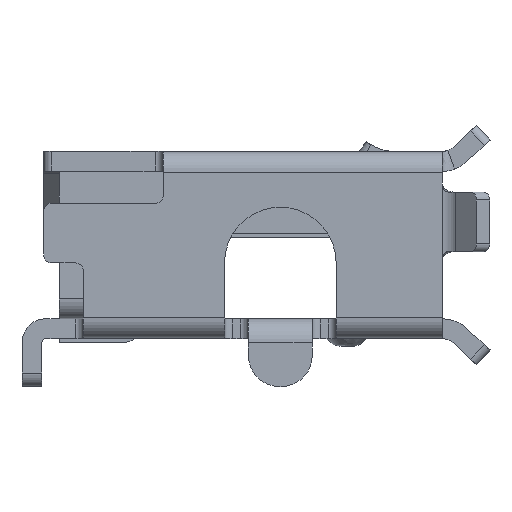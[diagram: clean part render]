
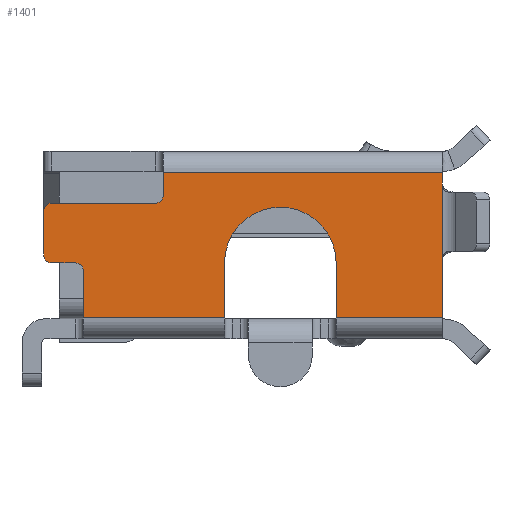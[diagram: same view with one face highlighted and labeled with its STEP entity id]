
A CAD part, left-side view. The second image highlights one B-rep face of the part: STEP entity #1401.
In plain terms, the highlighted planar face has unit normal (-1, 0, 0).
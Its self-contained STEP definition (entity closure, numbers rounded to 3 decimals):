
#1401 = ADVANCED_FACE( '', ( #2831 ), #2832, .T. );
#2831 = FACE_OUTER_BOUND( '', #4506, .T. );
#2832 = PLANE( '', #4507 );
#4506 = EDGE_LOOP( '', ( #8737, #8738, #8739, #8740, #8741, #8742, #8743, #8744, #8745, #8746, #8747, #8748, #8749, #8750, #8751, #8752, #8753, #8754 ) );
#4507 = AXIS2_PLACEMENT_3D( '', #8755, #8756, #8757 );
#8737 = ORIENTED_EDGE( '', *, *, #10491, .T. );
#8738 = ORIENTED_EDGE( '', *, *, #10313, .T. );
#8739 = ORIENTED_EDGE( '', *, *, #10775, .T. );
#8740 = ORIENTED_EDGE( '', *, *, #11027, .T. );
#8741 = ORIENTED_EDGE( '', *, *, #11138, .F. );
#8742 = ORIENTED_EDGE( '', *, *, #10306, .T. );
#8743 = ORIENTED_EDGE( '', *, *, #11169, .T. );
#8744 = ORIENTED_EDGE( '', *, *, #10633, .T. );
#8745 = ORIENTED_EDGE( '', *, *, #10851, .T. );
#8746 = ORIENTED_EDGE( '', *, *, #10944, .T. );
#8747 = ORIENTED_EDGE( '', *, *, #10200, .T. );
#8748 = ORIENTED_EDGE( '', *, *, #10544, .T. );
#8749 = ORIENTED_EDGE( '', *, *, #10729, .F. );
#8750 = ORIENTED_EDGE( '', *, *, #10035, .T. );
#8751 = ORIENTED_EDGE( '', *, *, #11056, .F. );
#8752 = ORIENTED_EDGE( '', *, *, #11001, .F. );
#8753 = ORIENTED_EDGE( '', *, *, #10817, .F. );
#8754 = ORIENTED_EDGE( '', *, *, #9885, .T. );
#8755 = CARTESIAN_POINT( '', ( -3.7, 2.5, -0.925 ) );
#8756 = DIRECTION( '', ( -1., 0., 0. ) );
#8757 = DIRECTION( '', ( 0., 0., 1. ) );
#9885 = EDGE_CURVE( '', #12103, #12101, #12104, .F. );
#10035 = EDGE_CURVE( '', #12347, #12356, #12358, .F. );
#10200 = EDGE_CURVE( '', #12625, #12623, #12626, .T. );
#10306 = EDGE_CURVE( '', #12791, #12789, #12792, .F. );
#10313 = EDGE_CURVE( '', #12801, #12802, #12803, .T. );
#10491 = EDGE_CURVE( '', #12101, #12801, #13062, .T. );
#10544 = EDGE_CURVE( '', #12623, #13138, #13140, .F. );
#10633 = EDGE_CURVE( '', #13261, #13259, #13262, .F. );
#10729 = EDGE_CURVE( '', #12347, #13138, #13393, .F. );
#10775 = EDGE_CURVE( '', #12802, #13457, #13458, .F. );
#10817 = EDGE_CURVE( '', #12103, #13515, #13516, .T. );
#10851 = EDGE_CURVE( '', #13259, #13561, #13563, .T. );
#10944 = EDGE_CURVE( '', #13561, #12625, #13686, .T. );
#11001 = EDGE_CURVE( '', #13515, #13748, #13749, .T. );
#11027 = EDGE_CURVE( '', #13457, #13778, #13780, .T. );
#11056 = EDGE_CURVE( '', #13748, #12356, #13815, .F. );
#11138 = EDGE_CURVE( '', #12791, #13778, #13905, .T. );
#11169 = EDGE_CURVE( '', #12789, #13261, #13938, .T. );
#12101 = VERTEX_POINT( '', #15298 );
#12103 = VERTEX_POINT( '', #15301 );
#12104 = CIRCLE( '', #15302, 0.1 );
#12347 = VERTEX_POINT( '', #15636 );
#12356 = VERTEX_POINT( '', #15658 );
#12358 = LINE( '', #15665, #15666 );
#12623 = VERTEX_POINT( '', #16081 );
#12625 = VERTEX_POINT( '', #16083 );
#12626 = LINE( '', #16084, #16085 );
#12789 = VERTEX_POINT( '', #16307 );
#12791 = VERTEX_POINT( '', #16310 );
#12792 = CIRCLE( '', #16311, 0.1 );
#12801 = VERTEX_POINT( '', #16324 );
#12802 = VERTEX_POINT( '', #16325 );
#12803 = CIRCLE( '', #16326, 0.1 );
#13062 = LINE( '', #16731, #16732 );
#13138 = VERTEX_POINT( '', #16835 );
#13140 = LINE( '', #16837, #16838 );
#13259 = VERTEX_POINT( '', #17064 );
#13261 = VERTEX_POINT( '', #17066 );
#13262 = LINE( '', #17067, #17068 );
#13393 = LINE( '', #17306, #17307 );
#13457 = VERTEX_POINT( '', #17403 );
#13458 = LINE( '', #17404, #17405 );
#13515 = VERTEX_POINT( '', #17495 );
#13516 = LINE( '', #17496, #17497 );
#13561 = VERTEX_POINT( '', #17559 );
#13563 = LINE( '', #17562, #17563 );
#13686 = CIRCLE( '', #17737, 0.7 );
#13748 = VERTEX_POINT( '', #17830 );
#13749 = LINE( '', #17831, #17832 );
#13778 = VERTEX_POINT( '', #17871 );
#13780 = CIRCLE( '', #17874, 0.1 );
#13815 = LINE( '', #17921, #17922 );
#13905 = LINE( '', #18056, #18057 );
#13938 = LINE( '', #18095, #18096 );
#15298 = CARTESIAN_POINT( '', ( -3.7, 1.1, 0.525 ) );
#15301 = CARTESIAN_POINT( '', ( -3.7, 1., 0.625 ) );
#15302 = AXIS2_PLACEMENT_3D( '', #18774, #18775, #18776 );
#15636 = CARTESIAN_POINT( '', ( -3.7, -2.5, -0.185 ) );
#15658 = CARTESIAN_POINT( '', ( -3.7, -2.5, 0.765 ) );
#15665 = CARTESIAN_POINT( '', ( -3.7, -2.5, 0.765 ) );
#15666 = VECTOR( '', #18977, 1000. );
#16081 = CARTESIAN_POINT( '', ( -3.7, -1.17, -0.915 ) );
#16083 = CARTESIAN_POINT( '', ( -3.7, -1.17, -0.225 ) );
#16084 = CARTESIAN_POINT( '', ( -3.7, -1.17, -0.225 ) );
#16085 = VECTOR( '', #19179, 1000. );
#16307 = CARTESIAN_POINT( '', ( -3.7, 2., -0.325 ) );
#16310 = CARTESIAN_POINT( '', ( -3.7, 2.1, -0.225 ) );
#16311 = AXIS2_PLACEMENT_3D( '', #19309, #19310, #19311 );
#16324 = CARTESIAN_POINT( '', ( -3.7, 2.4, 0.525 ) );
#16325 = CARTESIAN_POINT( '', ( -3.7, 2.5, 0.425 ) );
#16326 = AXIS2_PLACEMENT_3D( '', #19316, #19317, #19318 );
#16731 = CARTESIAN_POINT( '', ( -3.7, 2., 0.525 ) );
#16732 = VECTOR( '', #19498, 1000. );
#16835 = CARTESIAN_POINT( '', ( -3.7, -2.5, -0.915 ) );
#16837 = CARTESIAN_POINT( '', ( -3.7, 2.5, -0.915 ) );
#16838 = VECTOR( '', #19559, 1000. );
#17064 = CARTESIAN_POINT( '', ( -3.7, 0.23, -0.915 ) );
#17066 = CARTESIAN_POINT( '', ( -3.7, 2., -0.915 ) );
#17067 = CARTESIAN_POINT( '', ( -3.7, 2.5, -0.915 ) );
#17068 = VECTOR( '', #19648, 1000. );
#17306 = CARTESIAN_POINT( '', ( -3.7, -2.5, -0.925 ) );
#17307 = VECTOR( '', #19769, 1000. );
#17403 = CARTESIAN_POINT( '', ( -3.7, 2.5, -0.125 ) );
#17404 = CARTESIAN_POINT( '', ( -3.7, 2.5, -0.925 ) );
#17405 = VECTOR( '', #19814, 1000. );
#17495 = CARTESIAN_POINT( '', ( -3.7, 1., 0.915 ) );
#17496 = CARTESIAN_POINT( '', ( -3.7, 1., 0.525 ) );
#17497 = VECTOR( '', #19858, 1000. );
#17559 = CARTESIAN_POINT( '', ( -3.7, 0.23, -0.225 ) );
#17562 = CARTESIAN_POINT( '', ( -3.7, 0.23, -1.175 ) );
#17563 = VECTOR( '', #19908, 1000. );
#17737 = AXIS2_PLACEMENT_3D( '', #20026, #20027, #20028 );
#17830 = CARTESIAN_POINT( '', ( -3.7, -2.5, 0.915 ) );
#17831 = CARTESIAN_POINT( '', ( -3.7, 2.5, 0.915 ) );
#17832 = VECTOR( '', #20077, 1000. );
#17871 = CARTESIAN_POINT( '', ( -3.7, 2.4, -0.225 ) );
#17874 = AXIS2_PLACEMENT_3D( '', #20101, #20102, #20103 );
#17921 = CARTESIAN_POINT( '', ( -3.7, -2.5, -0.925 ) );
#17922 = VECTOR( '', #20131, 1000. );
#18056 = CARTESIAN_POINT( '', ( -3.7, 2., -0.225 ) );
#18057 = VECTOR( '', #20193, 1000. );
#18095 = CARTESIAN_POINT( '', ( -3.7, 2., -0.225 ) );
#18096 = VECTOR( '', #20220, 1000. );
#18774 = CARTESIAN_POINT( '', ( -3.7, 1.1, 0.625 ) );
#18775 = DIRECTION( '', ( -1., 0., 0. ) );
#18776 = DIRECTION( '', ( 0., 0., 1. ) );
#18977 = DIRECTION( '', ( 0., 0., -1. ) );
#19179 = DIRECTION( '', ( 0., 0., -1. ) );
#19309 = CARTESIAN_POINT( '', ( -3.7, 2.1, -0.325 ) );
#19310 = DIRECTION( '', ( -1., 0., 0. ) );
#19311 = DIRECTION( '', ( 0., 0., 1. ) );
#19316 = CARTESIAN_POINT( '', ( -3.7, 2.4, 0.425 ) );
#19317 = DIRECTION( '', ( -1., 0., 0. ) );
#19318 = DIRECTION( '', ( 0., 0., 1. ) );
#19498 = DIRECTION( '', ( 0., 1., 0. ) );
#19559 = DIRECTION( '', ( 0., 1., 0. ) );
#19648 = DIRECTION( '', ( 0., 1., 0. ) );
#19769 = DIRECTION( '', ( 0., 0., 1. ) );
#19814 = DIRECTION( '', ( 0., 0., 1. ) );
#19858 = DIRECTION( '', ( 0., 0., 1. ) );
#19908 = DIRECTION( '', ( 0., 0., 1. ) );
#20026 = CARTESIAN_POINT( '', ( -3.7, -0.47, -0.225 ) );
#20027 = DIRECTION( '', ( 1., 0., 0. ) );
#20028 = DIRECTION( '', ( 0., 1., 0. ) );
#20077 = DIRECTION( '', ( 0., -1., 0. ) );
#20101 = CARTESIAN_POINT( '', ( -3.7, 2.4, -0.125 ) );
#20102 = DIRECTION( '', ( -1., 0., 0. ) );
#20103 = DIRECTION( '', ( 0., 0., 1. ) );
#20131 = DIRECTION( '', ( 0., 0., 1. ) );
#20193 = DIRECTION( '', ( 0., 1., 0. ) );
#20220 = DIRECTION( '', ( 0., 0., -1. ) );
